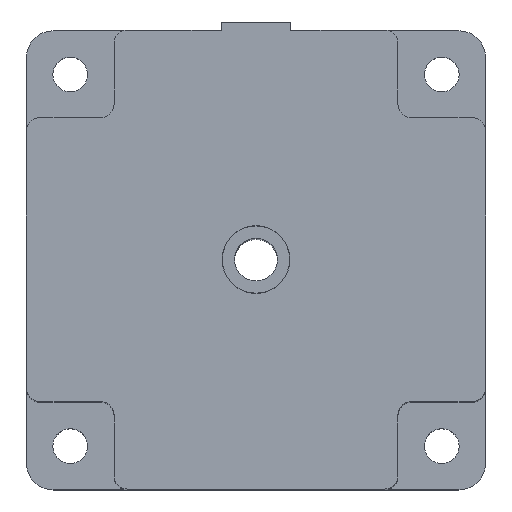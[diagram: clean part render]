
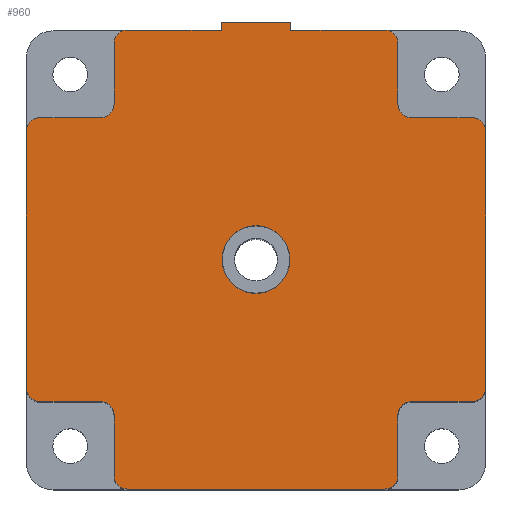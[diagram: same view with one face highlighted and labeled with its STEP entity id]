
A CAD part, top view. The second image highlights one B-rep face of the part: STEP entity #960.
In plain terms, the highlighted planar face has unit normal (0, 0, 1).
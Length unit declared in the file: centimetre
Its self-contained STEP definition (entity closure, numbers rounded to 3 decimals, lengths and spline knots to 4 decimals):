
#115=PLANE('',#1040);
#131=VECTOR('',#1105,1.);
#135=VECTOR('',#1110,1.);
#136=VECTOR('',#1118,1.);
#141=VECTOR('',#1131,1.);
#152=VECTOR('',#1158,1.);
#169=VECTOR('',#1200,1.);
#175=VECTOR('',#1226,1.);
#176=VECTOR('',#1229,1.);
#177=VECTOR('',#1234,1.);
#178=VECTOR('',#1237,1.);
#179=VECTOR('',#1242,1.);
#180=VECTOR('',#1245,1.);
#181=VECTOR('',#1250,1.);
#182=VECTOR('',#1253,1.);
#183=VECTOR('',#1256,1.);
#204=LINE('',#1360,#131);
#208=LINE('',#1368,#135);
#209=LINE('',#1375,#136);
#214=LINE('',#1391,#141);
#225=LINE('',#1425,#152);
#242=LINE('',#1480,#169);
#248=LINE('',#1505,#175);
#249=LINE('',#1509,#176);
#250=LINE('',#1514,#177);
#251=LINE('',#1518,#178);
#252=LINE('',#1523,#179);
#253=LINE('',#1527,#180);
#254=LINE('',#1532,#181);
#255=LINE('',#1536,#182);
#256=LINE('',#1540,#183);
#278=VERTEX_POINT('',#1359);
#279=VERTEX_POINT('',#1361);
#280=VERTEX_POINT('',#1365);
#281=VERTEX_POINT('',#1367);
#289=VERTEX_POINT('',#1390);
#290=VERTEX_POINT('',#1392);
#303=VERTEX_POINT('',#1424);
#304=VERTEX_POINT('',#1426);
#327=VERTEX_POINT('',#1479);
#328=VERTEX_POINT('',#1481);
#334=VERTEX_POINT('',#1500);
#335=VERTEX_POINT('',#1501);
#336=VERTEX_POINT('',#1506);
#337=VERTEX_POINT('',#1508);
#338=VERTEX_POINT('',#1510);
#339=VERTEX_POINT('',#1513);
#340=VERTEX_POINT('',#1515);
#341=VERTEX_POINT('',#1517);
#342=VERTEX_POINT('',#1519);
#343=VERTEX_POINT('',#1522);
#344=VERTEX_POINT('',#1524);
#345=VERTEX_POINT('',#1526);
#346=VERTEX_POINT('',#1528);
#347=VERTEX_POINT('',#1531);
#348=VERTEX_POINT('',#1533);
#349=VERTEX_POINT('',#1535);
#350=VERTEX_POINT('',#1537);
#351=VERTEX_POINT('',#1539);
#352=VERTEX_POINT('',#1542);
#392=CIRCLE('',#1039,0.25);
#393=CIRCLE('',#1041,0.25);
#394=CIRCLE('',#1042,0.25);
#395=CIRCLE('',#1043,0.25);
#396=CIRCLE('',#1044,0.25);
#397=CIRCLE('',#1045,0.25);
#398=CIRCLE('',#1046,0.25);
#399=CIRCLE('',#1047,0.25);
#400=CIRCLE('',#1048,0.25);
#401=CIRCLE('',#1049,0.25);
#402=CIRCLE('',#1050,0.25);
#403=CIRCLE('',#1051,0.25);
#404=CIRCLE('',#1052,0.635);
#421=EDGE_CURVE('',#279,#278,#204,.T.);
#425=EDGE_CURVE('',#281,#280,#208,.T.);
#428=EDGE_CURVE('',#278,#280,#209,.T.);
#435=EDGE_CURVE('',#289,#290,#214,.T.);
#452=EDGE_CURVE('',#303,#304,#225,.T.);
#479=EDGE_CURVE('',#327,#328,#242,.T.);
#489=EDGE_CURVE('',#334,#335,#392,.T.);
#492=EDGE_CURVE('',#334,#336,#248,.T.);
#493=EDGE_CURVE('',#337,#336,#393,.T.);
#494=EDGE_CURVE('',#337,#338,#249,.T.);
#495=EDGE_CURVE('',#328,#338,#394,.T.);
#496=EDGE_CURVE('',#339,#327,#395,.T.);
#497=EDGE_CURVE('',#339,#340,#250,.T.);
#498=EDGE_CURVE('',#341,#340,#396,.T.);
#499=EDGE_CURVE('',#341,#342,#251,.T.);
#500=EDGE_CURVE('',#304,#342,#397,.T.);
#501=EDGE_CURVE('',#343,#303,#398,.T.);
#502=EDGE_CURVE('',#343,#344,#252,.T.);
#503=EDGE_CURVE('',#345,#344,#399,.T.);
#504=EDGE_CURVE('',#345,#346,#253,.T.);
#505=EDGE_CURVE('',#290,#346,#400,.T.);
#506=EDGE_CURVE('',#347,#289,#401,.T.);
#507=EDGE_CURVE('',#347,#348,#254,.T.);
#508=EDGE_CURVE('',#349,#348,#402,.T.);
#509=EDGE_CURVE('',#349,#350,#255,.T.);
#510=EDGE_CURVE('',#351,#350,#403,.T.);
#511=EDGE_CURVE('',#279,#351,#256,.T.);
#512=EDGE_CURVE('',#335,#281,#256,.T.);
#513=EDGE_CURVE('',#352,#352,#404,.T.);
#642=ORIENTED_EDGE('',*,*,#489,.F.);
#643=ORIENTED_EDGE('',*,*,#492,.T.);
#644=ORIENTED_EDGE('',*,*,#493,.F.);
#645=ORIENTED_EDGE('',*,*,#494,.T.);
#646=ORIENTED_EDGE('',*,*,#495,.F.);
#647=ORIENTED_EDGE('',*,*,#479,.F.);
#648=ORIENTED_EDGE('',*,*,#496,.F.);
#649=ORIENTED_EDGE('',*,*,#497,.T.);
#650=ORIENTED_EDGE('',*,*,#498,.F.);
#651=ORIENTED_EDGE('',*,*,#499,.T.);
#652=ORIENTED_EDGE('',*,*,#500,.F.);
#653=ORIENTED_EDGE('',*,*,#452,.F.);
#654=ORIENTED_EDGE('',*,*,#501,.F.);
#655=ORIENTED_EDGE('',*,*,#502,.T.);
#656=ORIENTED_EDGE('',*,*,#503,.F.);
#657=ORIENTED_EDGE('',*,*,#504,.T.);
#658=ORIENTED_EDGE('',*,*,#505,.F.);
#659=ORIENTED_EDGE('',*,*,#435,.F.);
#660=ORIENTED_EDGE('',*,*,#506,.F.);
#661=ORIENTED_EDGE('',*,*,#507,.T.);
#662=ORIENTED_EDGE('',*,*,#508,.F.);
#663=ORIENTED_EDGE('',*,*,#509,.T.);
#664=ORIENTED_EDGE('',*,*,#510,.F.);
#665=ORIENTED_EDGE('',*,*,#511,.F.);
#666=ORIENTED_EDGE('',*,*,#421,.T.);
#667=ORIENTED_EDGE('',*,*,#428,.T.);
#668=ORIENTED_EDGE('',*,*,#425,.F.);
#669=ORIENTED_EDGE('',*,*,#512,.F.);
#670=ORIENTED_EDGE('',*,*,#513,.F.);
#818=EDGE_LOOP('',(#642,#643,#644,#645,#646,#647,#648,#649,#650,#651,#652,
#653,#654,#655,#656,#657,#658,#659,#660,#661,#662,#663,#664,#665,#666,#667,
#668,#669));
#819=EDGE_LOOP('',(#670));
#892=FACE_BOUND('',#818,.T.);
#893=FACE_BOUND('',#819,.T.);
#960=ADVANCED_FACE('',(#892,#893),#115,.T.);
#1039=AXIS2_PLACEMENT_3D('',#1499,#1221,#1222);
#1040=AXIS2_PLACEMENT_3D('',#1504,#1225,$);
#1041=AXIS2_PLACEMENT_3D('',#1507,#1227,#1228);
#1042=AXIS2_PLACEMENT_3D('',#1511,#1230,#1231);
#1043=AXIS2_PLACEMENT_3D('',#1512,#1232,#1233);
#1044=AXIS2_PLACEMENT_3D('',#1516,#1235,#1236);
#1045=AXIS2_PLACEMENT_3D('',#1520,#1238,#1239);
#1046=AXIS2_PLACEMENT_3D('',#1521,#1240,#1241);
#1047=AXIS2_PLACEMENT_3D('',#1525,#1243,#1244);
#1048=AXIS2_PLACEMENT_3D('',#1529,#1246,#1247);
#1049=AXIS2_PLACEMENT_3D('',#1530,#1248,#1249);
#1050=AXIS2_PLACEMENT_3D('',#1534,#1251,#1252);
#1051=AXIS2_PLACEMENT_3D('',#1538,#1254,#1255);
#1052=AXIS2_PLACEMENT_3D('',#1541,#1257,#1258);
#1105=DIRECTION('',(0.,1.,0.));
#1110=DIRECTION('',(0.,1.,0.));
#1118=DIRECTION('',(-1.,0.,0.));
#1131=DIRECTION('',(0.,-1.,0.));
#1158=DIRECTION('',(-1.,0.,0.));
#1200=DIRECTION('',(0.,1.,0.));
#1221=DIRECTION('',(0.,0.,-1.));
#1222=DIRECTION('',(-0.177,0.177,0.));
#1225=DIRECTION('',(0.,0.,1.));
#1226=DIRECTION('',(0.,-1.,0.));
#1227=DIRECTION('',(0.,0.,1.));
#1228=DIRECTION('',(0.177,-0.177,0.));
#1229=DIRECTION('',(-1.,0.,0.));
#1230=DIRECTION('',(0.,0.,-1.));
#1231=DIRECTION('',(-0.177,0.177,0.));
#1232=DIRECTION('',(0.,0.,-1.));
#1233=DIRECTION('',(-0.177,-0.177,0.));
#1234=DIRECTION('',(1.,0.,0.));
#1235=DIRECTION('',(0.,0.,1.));
#1236=DIRECTION('',(0.177,0.177,0.));
#1237=DIRECTION('',(0.,-1.,0.));
#1238=DIRECTION('',(0.,0.,-1.));
#1239=DIRECTION('',(-0.177,-0.177,0.));
#1240=DIRECTION('',(0.,0.,-1.));
#1241=DIRECTION('',(0.177,-0.177,0.));
#1242=DIRECTION('',(0.,1.,0.));
#1243=DIRECTION('',(0.,0.,1.));
#1244=DIRECTION('',(-0.177,0.177,0.));
#1245=DIRECTION('',(1.,0.,0.));
#1246=DIRECTION('',(0.,0.,-1.));
#1247=DIRECTION('',(0.177,-0.177,0.));
#1248=DIRECTION('',(0.,0.,-1.));
#1249=DIRECTION('',(0.177,0.177,0.));
#1250=DIRECTION('',(-1.,0.,0.));
#1251=DIRECTION('',(0.,0.,1.));
#1252=DIRECTION('',(-0.177,-0.177,0.));
#1253=DIRECTION('',(0.,1.,0.));
#1254=DIRECTION('',(0.,0.,-1.));
#1255=DIRECTION('',(0.177,0.177,0.));
#1256=DIRECTION('',(1.,0.,0.));
#1257=DIRECTION('',(0.,0.,1.));
#1258=DIRECTION('',(0.635,0.,0.));
#1359=CARTESIAN_POINT('',(0.65,4.45,9.7));
#1360=CARTESIAN_POINT('',(0.65,4.3,9.7));
#1361=CARTESIAN_POINT('',(0.65,4.3,9.7));
#1365=CARTESIAN_POINT('',(-0.65,4.45,9.7));
#1367=CARTESIAN_POINT('',(-0.65,4.3,9.7));
#1368=CARTESIAN_POINT('',(-0.65,4.3,9.7));
#1375=CARTESIAN_POINT('',(0.65,4.45,9.7));
#1390=CARTESIAN_POINT('',(4.3,2.41,9.7));
#1391=CARTESIAN_POINT('',(4.3,-4.3,9.7));
#1392=CARTESIAN_POINT('',(4.3,-2.41,9.7));
#1424=CARTESIAN_POINT('',(2.41,-4.3,9.7));
#1425=CARTESIAN_POINT('',(-4.3,-4.3,9.7));
#1426=CARTESIAN_POINT('',(-2.41,-4.3,9.7));
#1479=CARTESIAN_POINT('',(-4.3,-2.41,9.7));
#1480=CARTESIAN_POINT('',(-4.3,4.3,9.7));
#1481=CARTESIAN_POINT('',(-4.3,2.41,9.7));
#1499=CARTESIAN_POINT('',(-2.41,4.05,9.7));
#1500=CARTESIAN_POINT('',(-2.66,4.05,9.7));
#1501=CARTESIAN_POINT('',(-2.41,4.3,9.7));
#1504=CARTESIAN_POINT('',(0.,0.,9.7));
#1505=CARTESIAN_POINT('',(-2.66,1.74,9.7));
#1506=CARTESIAN_POINT('',(-2.66,2.91,9.7));
#1507=CARTESIAN_POINT('',(-2.91,2.91,9.7));
#1508=CARTESIAN_POINT('',(-2.91,2.66,9.7));
#1509=CARTESIAN_POINT('',(-1.74,2.66,9.7));
#1510=CARTESIAN_POINT('',(-4.05,2.66,9.7));
#1511=CARTESIAN_POINT('',(-4.05,2.41,9.7));
#1512=CARTESIAN_POINT('',(-4.05,-2.41,9.7));
#1513=CARTESIAN_POINT('',(-4.05,-2.66,9.7));
#1514=CARTESIAN_POINT('',(-1.74,-2.66,9.7));
#1515=CARTESIAN_POINT('',(-2.91,-2.66,9.7));
#1516=CARTESIAN_POINT('',(-2.91,-2.91,9.7));
#1517=CARTESIAN_POINT('',(-2.66,-2.91,9.7));
#1518=CARTESIAN_POINT('',(-2.66,-1.74,9.7));
#1519=CARTESIAN_POINT('',(-2.66,-4.05,9.7));
#1520=CARTESIAN_POINT('',(-2.41,-4.05,9.7));
#1521=CARTESIAN_POINT('',(2.41,-4.05,9.7));
#1522=CARTESIAN_POINT('',(2.66,-4.05,9.7));
#1523=CARTESIAN_POINT('',(2.66,-1.74,9.7));
#1524=CARTESIAN_POINT('',(2.66,-2.91,9.7));
#1525=CARTESIAN_POINT('',(2.91,-2.91,9.7));
#1526=CARTESIAN_POINT('',(2.91,-2.66,9.7));
#1527=CARTESIAN_POINT('',(1.74,-2.66,9.7));
#1528=CARTESIAN_POINT('',(4.05,-2.66,9.7));
#1529=CARTESIAN_POINT('',(4.05,-2.41,9.7));
#1530=CARTESIAN_POINT('',(4.05,2.41,9.7));
#1531=CARTESIAN_POINT('',(4.05,2.66,9.7));
#1532=CARTESIAN_POINT('',(1.74,2.66,9.7));
#1533=CARTESIAN_POINT('',(2.91,2.66,9.7));
#1534=CARTESIAN_POINT('',(2.91,2.91,9.7));
#1535=CARTESIAN_POINT('',(2.66,2.91,9.7));
#1536=CARTESIAN_POINT('',(2.66,1.74,9.7));
#1537=CARTESIAN_POINT('',(2.66,4.05,9.7));
#1538=CARTESIAN_POINT('',(2.41,4.05,9.7));
#1539=CARTESIAN_POINT('',(2.41,4.3,9.7));
#1540=CARTESIAN_POINT('',(4.3,4.3,9.7));
#1541=CARTESIAN_POINT('',(0.,0.,9.7));
#1542=CARTESIAN_POINT('',(0.635,0.,9.7));
